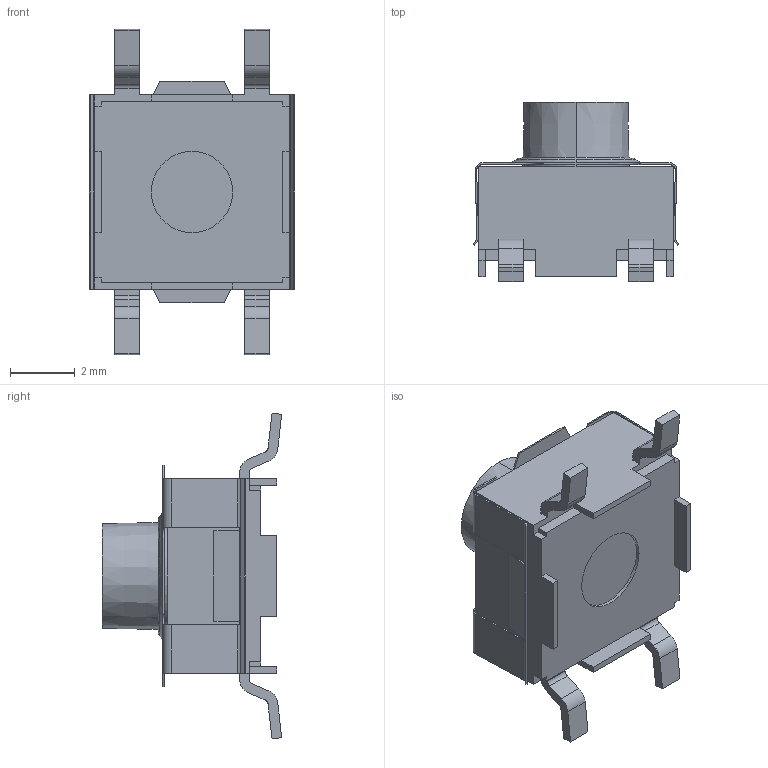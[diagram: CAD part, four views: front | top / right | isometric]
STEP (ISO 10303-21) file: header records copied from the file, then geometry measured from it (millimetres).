
FILE_DESCRIPTION (( 'STEP AP214' ), '1' );
FILE_NAME ('User Library-KT11P2SM.STEP', '2011-02-25T05:47:39', ( 'sysAdmin' ), ( 'SolidWorks' ), 'SwSTEP 2.0', 'SolidWorks 2011', '' );
FILE_SCHEMA (( 'AUTOMOTIVE_DESIGN' ));
Length unit declared in the file: millimetre
Products named in the file (1): User Library-KT11P2SM
Bounding box: 6.34 x 5.53 x 10.03 mm (x, y, z)
Volume: 125.2 mm3; surface area: 302.7 mm2
Topology: 5 solids, 5 shells, 217 faces, 554 edges, 348 vertices
Faces by surface type: plane 153, cylinder 52, cone 10, torus 2
Entity records: 8344 total; most frequent: CARTESIAN_POINT 1129, DIRECTION 1117, ORIENTED_EDGE 1108, EDGE_CURVE 554, VECTOR 421, LINE 421, VERTEX_POINT 348, AXIS2_PLACEMENT_3D 348
